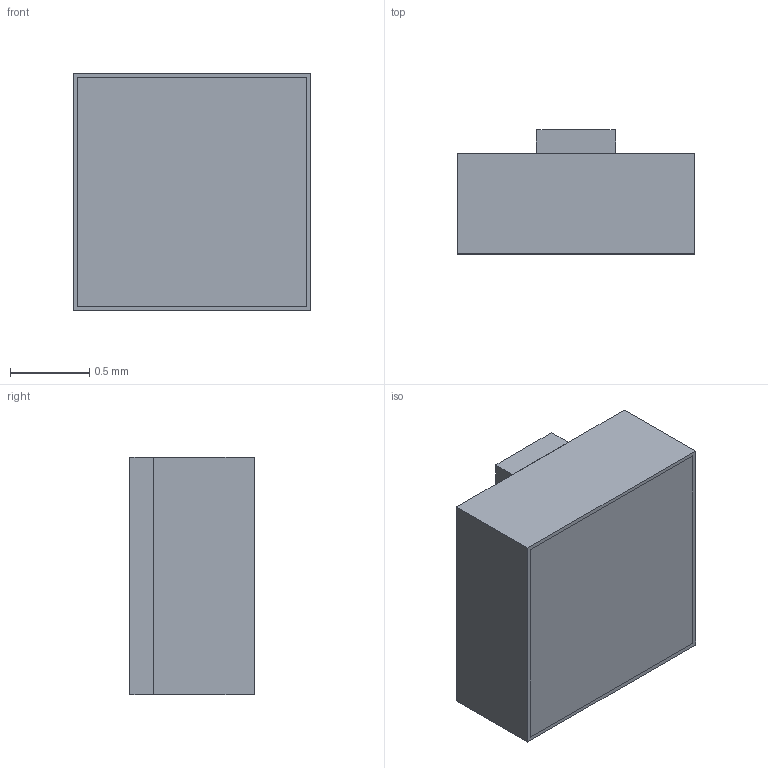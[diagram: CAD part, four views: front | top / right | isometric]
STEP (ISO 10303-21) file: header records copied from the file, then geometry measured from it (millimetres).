
FILE_DESCRIPTION (( 'STEP AP203' ), '1' );
FILE_NAME ('20754.STEP', '2010-02-18T17:24:23', ( ' ' ), ( ' ' ), 'SwSTEP 2.0', 'SolidWorks 2009', '' );
FILE_SCHEMA (( 'CONFIG_CONTROL_DESIGN' ));
Length unit declared in the file: millimetre
Products named in the file (3): PM-00054; 20754; 31091-XXX
Assembly tree (2 placements, depth 2):
  20754
    PM-00054
    31091-XXX
Bounding box: 1.5 x 0.79 x 1.5 mm (x, y, z)
Volume: 1.5 mm3; surface area: 10.4 mm2
Topology: 2 solids, 2 shells, 26 faces, 70 edges, 52 vertices
Faces by surface type: plane 26
Entity records: 1133 total; most frequent: CARTESIAN_POINT 153, ORIENTED_EDGE 140, DIRECTION 138, EDGE_CURVE 70, LINE 64, VECTOR 64, VERTEX_POINT 52, AXIS2_PLACEMENT_3D 37
